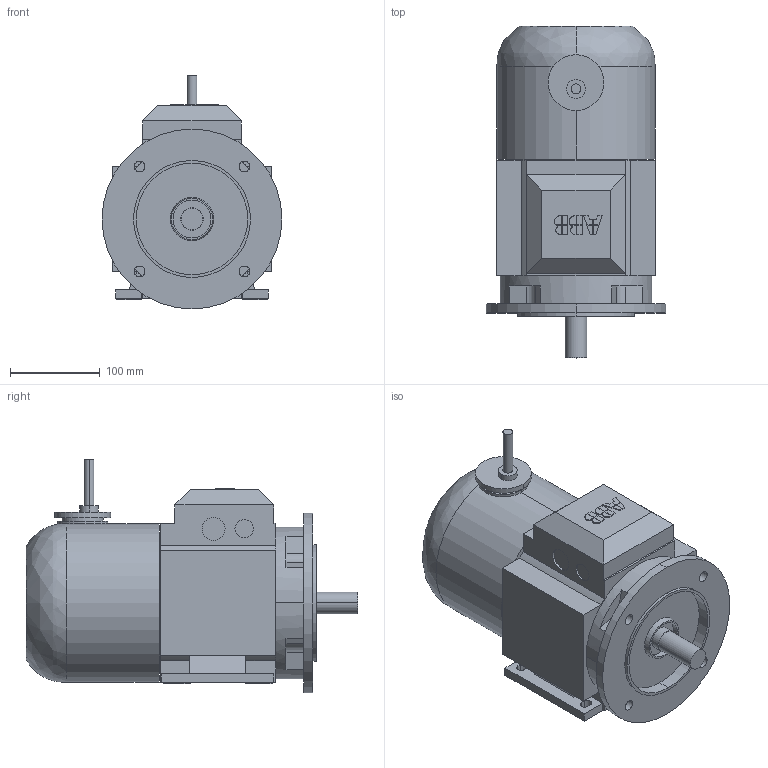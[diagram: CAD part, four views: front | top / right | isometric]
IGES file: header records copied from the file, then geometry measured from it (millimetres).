
Global section: file name: No Iges File Name specified; native system: AutoDesk Inventor R10; preprocessor: AutoDesk Inventor Iges Exporter R10; author: No Author specified; organization: No Organization specified; date: 20051228.112640; units: millimetre
Bounding box: 200 x 369 x 260 mm (x, y, z)
Volume: 8397127.5 mm3; surface area: 332799.8 mm2
Topology: 1 solids, 1 shells, 238 faces, 594 edges, 391 vertices
Faces by surface type: plane 133, bspline 52, cylinder 27, revolution 24, cone 2
